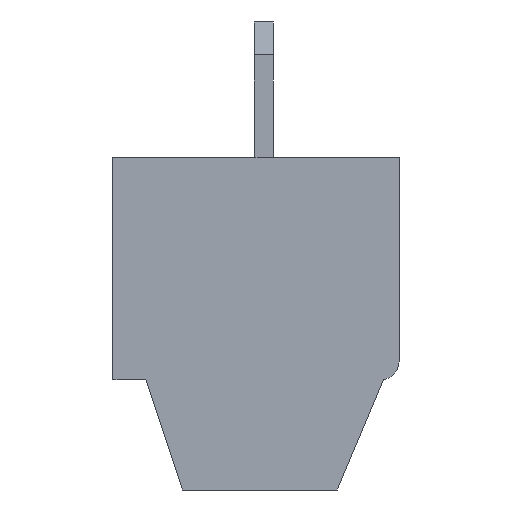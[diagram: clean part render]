
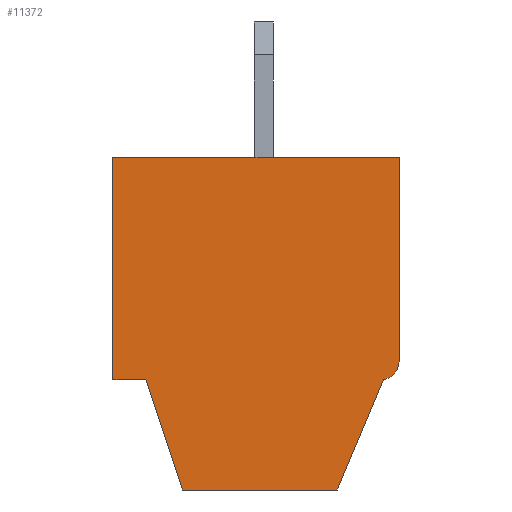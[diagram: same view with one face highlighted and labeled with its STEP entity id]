
A CAD part, front view. The second image highlights one B-rep face of the part: STEP entity #11372.
In plain terms, the highlighted planar face has unit normal (0, -1, 0).
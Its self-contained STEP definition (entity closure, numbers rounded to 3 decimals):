
#81=DIRECTION('',(1.,0.,0.));
#82=VECTOR('',#81,4.);
#83=CARTESIAN_POINT('',(1.75,-22.543,-8.6));
#84=LINE('',#83,#82);
#3226=CARTESIAN_POINT('',(6.85,-22.543,
-5.26));
#3227=DIRECTION('',(0.,-1.,0.));
#3228=DIRECTION('',(0.2,0.,-0.98));
#3229=AXIS2_PLACEMENT_3D('',#3226,#3227,#3228);
#3231=DIRECTION('',(-0.388,0.,-0.922));
#3232=VECTOR('',#3231,3.092);
#3233=CARTESIAN_POINT('',(6.95,-22.543,
-5.75));
#3234=LINE('',#3233,#3232);
#3235=DIRECTION('',(0.316,0.,-0.949));
#3236=VECTOR('',#3235,3.004);
#3237=CARTESIAN_POINT('',(0.8,-22.543,
-5.75));
#3238=LINE('',#3237,#3236);
#3239=DIRECTION('',(1.,0.,0.));
#3240=VECTOR('',#3239,0.85);
#3241=CARTESIAN_POINT('',(-0.05,-22.543,
-5.75));
#3242=LINE('',#3241,#3240);
#3243=DIRECTION('',(0.,0.,1.));
#3244=VECTOR('',#3243,5.75);
#3245=CARTESIAN_POINT('',(-0.05,-22.543,
-5.75));
#3246=LINE('',#3245,#3244);
#3247=DIRECTION('',(1.,0.,0.));
#3248=VECTOR('',#3247,7.4);
#3249=CARTESIAN_POINT('',(-0.05,-22.543,
0.));
#3250=LINE('',#3249,#3248);
#3251=DIRECTION('',(0.,0.,-1.));
#3252=VECTOR('',#3251,5.26);
#3253=CARTESIAN_POINT('',(7.35,-22.543,
0.));
#3254=LINE('',#3253,#3252);
#6948=CARTESIAN_POINT('',(-0.05,-22.543,
-5.75));
#6949=CARTESIAN_POINT('',(0.8,-22.543,
-5.75));
#6950=VERTEX_POINT('',#6948);
#6951=VERTEX_POINT('',#6949);
#6952=CARTESIAN_POINT('',(1.75,-22.543,-8.6));
#6953=VERTEX_POINT('',#6952);
#6966=CARTESIAN_POINT('',(-0.05,-22.543,
0.));
#6967=VERTEX_POINT('',#6966);
#6968=CARTESIAN_POINT('',(5.75,-22.543,-8.6));
#6969=VERTEX_POINT('',#6968);
#6970=CARTESIAN_POINT('',(7.35,-22.543,
0.));
#6971=VERTEX_POINT('',#6970);
#6972=CARTESIAN_POINT('',(6.95,-22.543,
-5.75));
#6973=CARTESIAN_POINT('',(7.35,-22.543,
-5.26));
#6974=VERTEX_POINT('',#6972);
#6975=VERTEX_POINT('',#6973);
#11357=CARTESIAN_POINT('',(7.498,-22.543,-8.772));
#11358=DIRECTION('',(0.,1.,0.));
#11359=DIRECTION('',(-1.,0.,0.));
#11360=AXIS2_PLACEMENT_3D('',#11357,#11358,#11359);
#11361=PLANE('',#11360);
#11362=ORIENTED_EDGE('',*,*,#11335,.F.);
#11363=ORIENTED_EDGE('',*,*,#11349,.T.);
#11364=ORIENTED_EDGE('',*,*,#7015,.F.);
#11365=ORIENTED_EDGE('',*,*,#9116,.F.);
#11366=ORIENTED_EDGE('',*,*,#9143,.F.);
#11367=ORIENTED_EDGE('',*,*,#9242,.T.);
#11368=ORIENTED_EDGE('',*,*,#9313,.T.);
#11369=ORIENTED_EDGE('',*,*,#10248,.T.);
#11370=EDGE_LOOP('',(#11362,#11363,#11364,#11365,#11366,#11367,#11368,#11369));
#11371=FACE_OUTER_BOUND('',#11370,.F.);
#3230=CIRCLE('',#3229,0.5);
#7015=EDGE_CURVE('',#6953,#6969,#84,.T.);
#9116=EDGE_CURVE('',#6951,#6953,#3238,.T.);
#9143=EDGE_CURVE('',#6950,#6951,#3242,.T.);
#9242=EDGE_CURVE('',#6950,#6967,#3246,.T.);
#9313=EDGE_CURVE('',#6967,#6971,#3250,.T.);
#10248=EDGE_CURVE('',#6971,#6975,#3254,.T.);
#11335=EDGE_CURVE('',#6974,#6975,#3230,.T.);
#11349=EDGE_CURVE('',#6974,#6969,#3234,.T.);
#11372=ADVANCED_FACE('',(#11371),#11361,.F.);
